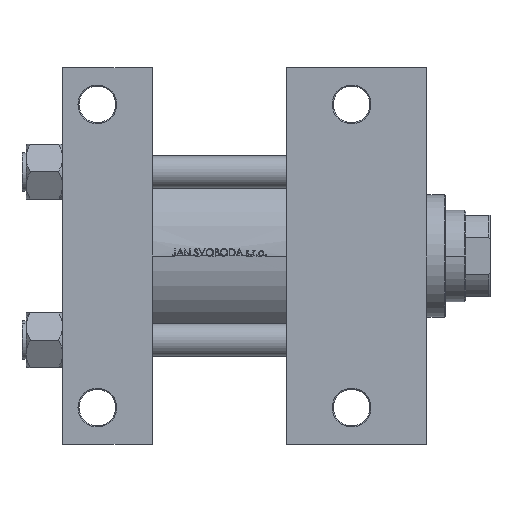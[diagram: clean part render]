
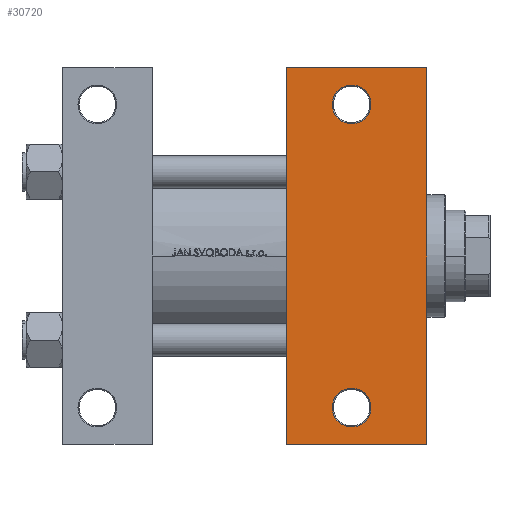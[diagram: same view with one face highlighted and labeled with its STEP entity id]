
A CAD part, front view. The second image highlights one B-rep face of the part: STEP entity #30720.
In plain terms, the highlighted face is planar.
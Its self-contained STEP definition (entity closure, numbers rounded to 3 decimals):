
#373 = EDGE_CURVE ( 'NONE', #36403, #27658, #12339, .T. ) ;
#439 = DIRECTION ( 'NONE',  ( 0., 1., 0. ) ) ;
#686 = CIRCLE ( 'NONE', #24742, 9.5 ) ;
#709 = EDGE_CURVE ( 'NONE', #14545, #38448, #686, .T. ) ;
#1672 = DIRECTION ( 'NONE',  ( -1., 0., 0. ) ) ;
#4910 = EDGE_LOOP ( 'NONE', ( #33956, #30596, #7335, #35711 ) ) ;
#5782 = LINE ( 'NONE', #34898, #34720 ) ;
#6703 = EDGE_CURVE ( 'NONE', #38448, #14545, #40387, .T. ) ;
#7020 = FACE_BOUND ( 'NONE', #9843, .T. ) ;
#7229 = CARTESIAN_POINT ( 'NONE',  ( 142., -74.5, -57.5 ) ) ;
#7335 = ORIENTED_EDGE ( 'NONE', *, *, #35986, .T. ) ;
#7346 = DIRECTION ( 'NONE',  ( 0., -1., 0. ) ) ;
#7508 = FACE_OUTER_BOUND ( 'NONE', #4910, .T. ) ;
#7713 = DIRECTION ( 'NONE',  ( 0., 0., 1. ) ) ;
#9555 = VERTEX_POINT ( 'NONE', #27699 ) ;
#9843 = EDGE_LOOP ( 'NONE', ( #46304, #35854 ) ) ;
#11547 = VERTEX_POINT ( 'NONE', #31230 ) ;
#12339 = LINE ( 'NONE', #16701, #24710 ) ;
#13687 = DIRECTION ( 'NONE',  ( 0., 0., 1. ) ) ;
#14126 = CARTESIAN_POINT ( 'NONE',  ( 179., 57.5, -57.5 ) ) ;
#14545 = VERTEX_POINT ( 'NONE', #45607 ) ;
#16701 = CARTESIAN_POINT ( 'NONE',  ( 110., 92.5, -57.5 ) ) ;
#17005 = CIRCLE ( 'NONE', #23969, 9.5 ) ;
#17353 = DIRECTION ( 'NONE',  ( 0., 1., 0. ) ) ;
#18907 = FACE_BOUND ( 'NONE', #38424, .T. ) ;
#19140 = EDGE_CURVE ( 'NONE', #9555, #11547, #36729, .T. ) ;
#21359 = CARTESIAN_POINT ( 'NONE',  ( 142., -74.5, -57.5 ) ) ;
#21643 = VERTEX_POINT ( 'NONE', #35089 ) ;
#21828 = PLANE ( 'NONE',  #39333 ) ;
#21857 = DIRECTION ( 'NONE',  ( 0., 1., 0. ) ) ;
#22031 = DIRECTION ( 'NONE',  ( 0., 0., 1. ) ) ;
#23969 = AXIS2_PLACEMENT_3D ( 'NONE', #7229, #22031, #36810 ) ;
#24710 = VECTOR ( 'NONE', #42640, 1000. ) ;
#24742 = AXIS2_PLACEMENT_3D ( 'NONE', #35764, #13687, #17353 ) ;
#25725 = CARTESIAN_POINT ( 'NONE',  ( 179., 57.5, -57.5 ) ) ;
#25964 = DIRECTION ( 'NONE',  ( 0., 1., 0. ) ) ;
#26759 = LINE ( 'NONE', #33534, #33092 ) ;
#27658 = VERTEX_POINT ( 'NONE', #32627 ) ;
#27699 = CARTESIAN_POINT ( 'NONE',  ( 151.5, -74.5, -57.5 ) ) ;
#28361 = ORIENTED_EDGE ( 'NONE', *, *, #19140, .T. ) ;
#29402 = VECTOR ( 'NONE', #7346, 1000. ) ;
#29403 = EDGE_CURVE ( 'NONE', #36403, #21643, #26759, .T. ) ;
#30558 = AXIS2_PLACEMENT_3D ( 'NONE', #21359, #36138, #21857 ) ;
#30596 = ORIENTED_EDGE ( 'NONE', *, *, #373, .T. ) ;
#30720 = ADVANCED_FACE ( 'NONE', ( #7020, #18907, #7508 ), #21828, .T. ) ;
#31230 = CARTESIAN_POINT ( 'NONE',  ( 132.5, -74.5, -57.5 ) ) ;
#32627 = CARTESIAN_POINT ( 'NONE',  ( 179., 92.5, -57.5 ) ) ;
#32975 = DIRECTION ( 'NONE',  ( 0., 0., -1. ) ) ;
#33092 = VECTOR ( 'NONE', #33769, 1000. ) ;
#33323 = EDGE_CURVE ( 'NONE', #40185, #21643, #5782, .T. ) ;
#33534 = CARTESIAN_POINT ( 'NONE',  ( 110., 57.5, -57.5 ) ) ;
#33769 = DIRECTION ( 'NONE',  ( 0., -1., 0. ) ) ;
#33956 = ORIENTED_EDGE ( 'NONE', *, *, #29403, .F. ) ;
#34720 = VECTOR ( 'NONE', #1672, 1000. ) ;
#34898 = CARTESIAN_POINT ( 'NONE',  ( 110., -92.5, -57.5 ) ) ;
#34981 = AXIS2_PLACEMENT_3D ( 'NONE', #38027, #7713, #439 ) ;
#35089 = CARTESIAN_POINT ( 'NONE',  ( 110., -92.5, -57.5 ) ) ;
#35711 = ORIENTED_EDGE ( 'NONE', *, *, #33323, .T. ) ;
#35764 = CARTESIAN_POINT ( 'NONE',  ( 142., 74.5, -57.5 ) ) ;
#35854 = ORIENTED_EDGE ( 'NONE', *, *, #709, .T. ) ;
#35986 = EDGE_CURVE ( 'NONE', #27658, #40185, #47080, .T. ) ;
#36138 = DIRECTION ( 'NONE',  ( 0., 0., 1. ) ) ;
#36403 = VERTEX_POINT ( 'NONE', #46032 ) ;
#36729 = CIRCLE ( 'NONE', #30558, 9.5 ) ;
#36810 = DIRECTION ( 'NONE',  ( 0., 1., 0. ) ) ;
#38027 = CARTESIAN_POINT ( 'NONE',  ( 142., 74.5, -57.5 ) ) ;
#38424 = EDGE_LOOP ( 'NONE', ( #41740, #28361 ) ) ;
#38448 = VERTEX_POINT ( 'NONE', #46044 ) ;
#39333 = AXIS2_PLACEMENT_3D ( 'NONE', #25725, #32975, #25964 ) ;
#39689 = CARTESIAN_POINT ( 'NONE',  ( 179., -92.5, -57.5 ) ) ;
#40185 = VERTEX_POINT ( 'NONE', #39689 ) ;
#40387 = CIRCLE ( 'NONE', #34981, 9.5 ) ;
#41740 = ORIENTED_EDGE ( 'NONE', *, *, #45698, .T. ) ;
#42640 = DIRECTION ( 'NONE',  ( 1., 0., 0. ) ) ;
#45607 = CARTESIAN_POINT ( 'NONE',  ( 151.5, 74.5, -57.5 ) ) ;
#45698 = EDGE_CURVE ( 'NONE', #11547, #9555, #17005, .T. ) ;
#46032 = CARTESIAN_POINT ( 'NONE',  ( 110., 92.5, -57.5 ) ) ;
#46044 = CARTESIAN_POINT ( 'NONE',  ( 132.5, 74.5, -57.5 ) ) ;
#46304 = ORIENTED_EDGE ( 'NONE', *, *, #6703, .T. ) ;
#47080 = LINE ( 'NONE', #14126, #29402 ) ;
